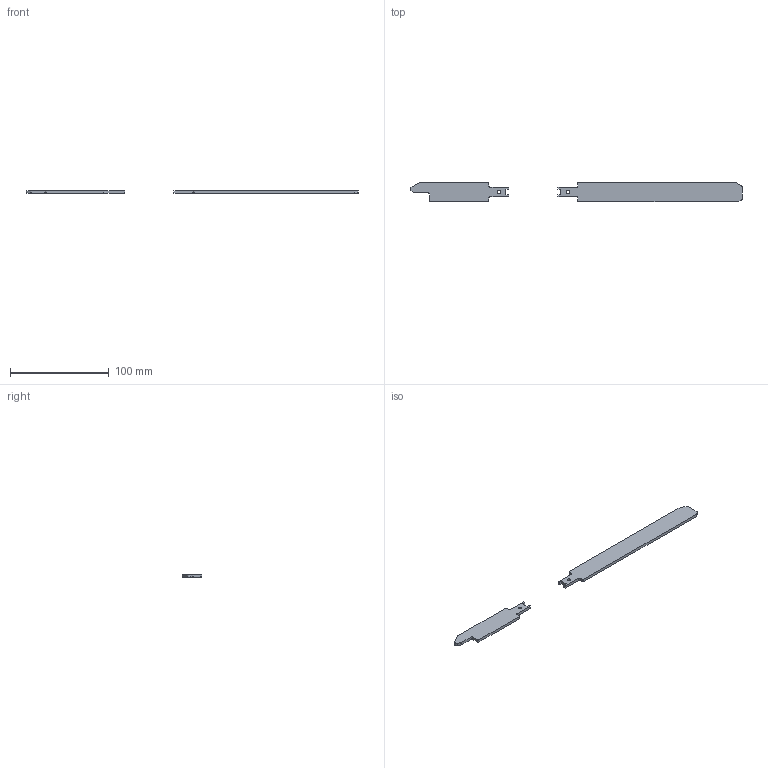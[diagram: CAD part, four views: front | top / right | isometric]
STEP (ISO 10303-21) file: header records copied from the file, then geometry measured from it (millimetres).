
FILE_DESCRIPTION(/* description */ (''),/* implementation_level */ '2;1');
FILE_NAME(/* name */ 'GJ10430RP.stp',/* time_stamp */ '2019-08-05T16:06:28+02:00',/* author */ ('DOMINIQUE'),/* organization */ (''),/* preprocessor_version */ 'ST-DEVELOPER v17.2',/* originating_system */ 'Autodesk Inventor 2019',/* authorisation */ '');
FILE_SCHEMA (('AUTOMOTIVE_DESIGN { 1 0 10303 214 3 1 1 }'));
Length unit declared in the file: millimetre
Products named in the file (3): GJ10430RP; 22671; 22641a
Assembly tree (2 placements, depth 2):
  GJ10430RP
    22671
    22641a
Bounding box: 336.5 x 20 x 2.9 mm (x, y, z)
Volume: 14626.1 mm3; surface area: 12028.9 mm2
Topology: 2 solids, 2 shells, 52 faces, 146 edges, 98 vertices
Faces by surface type: plane 33, cylinder 19
Full cylindrical faces by diameter (mm): 3.242 x2
Entity records: 1779 total; most frequent: CARTESIAN_POINT 301, DIRECTION 300, ORIENTED_EDGE 292, EDGE_CURVE 146, LINE 106, VECTOR 106, VERTEX_POINT 98, AXIS2_PLACEMENT_3D 97
